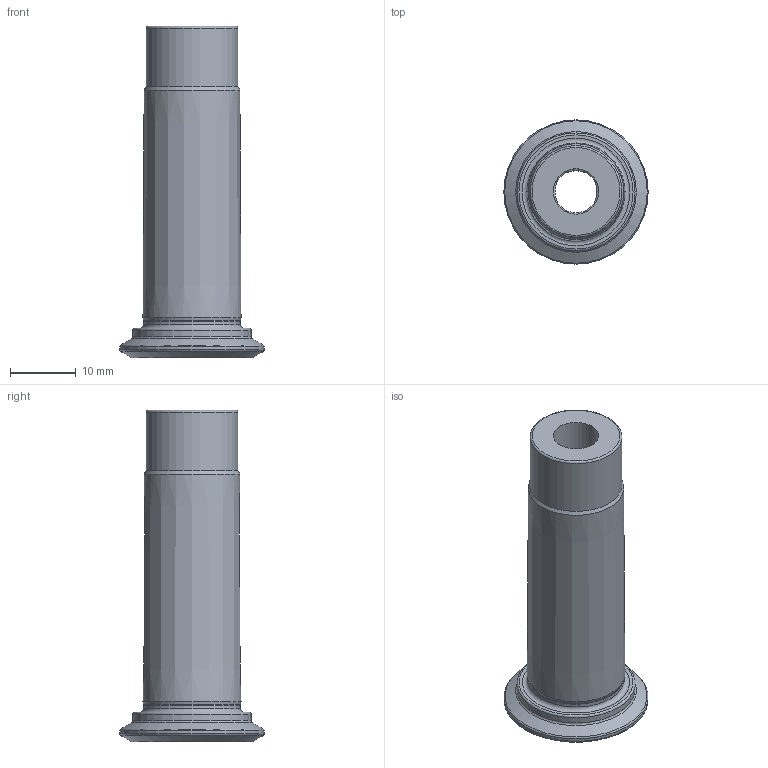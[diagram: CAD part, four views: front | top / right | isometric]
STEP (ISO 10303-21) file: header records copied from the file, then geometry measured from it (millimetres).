
FILE_DESCRIPTION(/* description */ (''),/* implementation_level */ '2;1');
FILE_NAME(/* name */ '171507005.stp',/* time_stamp */ '2022-03-24T15:52:21',/* author */ ('LRA'),/* organization */ ('REGO-FIX'),/* preprocessor_version */ ' Unknown',/* originating_system */ 'SIEMENS PLM Software Solid Edge ST10',/* authorization */ 'Unknown');
FILE_SCHEMA (('AUTOMOTIVE_DESIGN { 1 0 10303 214 2 1 1}'));
Length unit declared in the file: millimetre
Products named in the file (1): NOCUT
Bounding box: 22 x 22 x 50.5 mm (x, y, z)
Volume: 7182.5 mm3; surface area: 4053.2 mm2
Topology: 1 solids, 1 shells, 48 faces, 116 edges, 73 vertices
Faces by surface type: plane 17, cylinder 16, torus 8, cone 7
Full cylindrical faces by diameter (mm): 6.917 x1, 7 x2, 7.6 x1, 14 x1, 14.7 x1, 18 x1, 22 x1
Entity records: 1623 total; most frequent: DIRECTION 246, CARTESIAN_POINT 206, ORIENTED_EDGE 174, AXIS2_PLACEMENT_3D 107, EDGE_CURVE 87, EDGE_LOOP 76, FACE_BOUND 76, VERTEX_POINT 67
